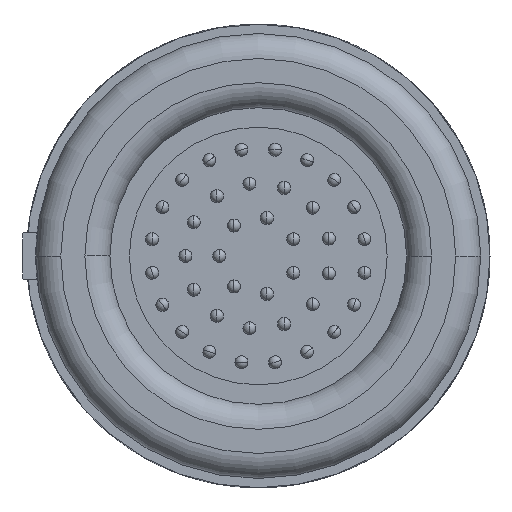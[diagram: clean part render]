
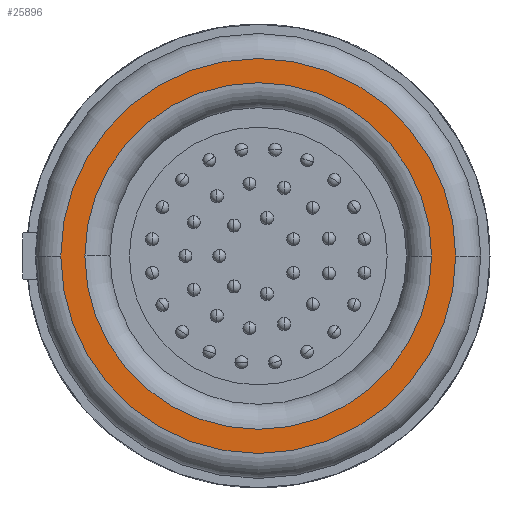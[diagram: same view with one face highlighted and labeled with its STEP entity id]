
A CAD part, left-side view. The second image highlights one B-rep face of the part: STEP entity #25896.
In plain terms, the highlighted planar face has unit normal (-1, 0, 0).
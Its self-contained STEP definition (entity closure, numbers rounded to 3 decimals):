
#12718=CARTESIAN_POINT('',(-20.4,0.,0.));
#12719=DIRECTION('',(-1.,0.,0.));
#12720=DIRECTION('',(0.,-1.,0.));
#12721=AXIS2_PLACEMENT_3D('',#12718,#12719,#12720);
#12723=CARTESIAN_POINT('',(-20.4,0.,0.));
#12724=DIRECTION('',(-1.,0.,0.));
#12725=DIRECTION('',(0.,1.,0.));
#12726=AXIS2_PLACEMENT_3D('',#12723,#12724,#12725);
#12728=CARTESIAN_POINT('',(-20.4,0.,0.));
#12729=DIRECTION('',(-1.,0.,0.));
#12730=DIRECTION('',(0.,-1.,0.));
#12731=AXIS2_PLACEMENT_3D('',#12728,#12729,#12730);
#12733=CARTESIAN_POINT('',(-20.4,0.,0.));
#12734=DIRECTION('',(-1.,0.,0.));
#12735=DIRECTION('',(0.,1.,0.));
#12736=AXIS2_PLACEMENT_3D('',#12733,#12734,#12735);
#13380=CARTESIAN_POINT('',(-20.4,-10.65,0.));
#13381=CARTESIAN_POINT('',(-20.4,10.65,0.));
#13382=VERTEX_POINT('',#13380);
#13383=VERTEX_POINT('',#13381);
#13392=CARTESIAN_POINT('',(-20.4,-9.35,0.));
#13393=CARTESIAN_POINT('',(-20.4,9.35,0.));
#13394=VERTEX_POINT('',#13392);
#13395=VERTEX_POINT('',#13393);
#25881=CARTESIAN_POINT('',(-20.4,0.,0.));
#25882=DIRECTION('',(1.,0.,0.));
#25883=DIRECTION('',(0.,-1.,0.));
#25884=AXIS2_PLACEMENT_3D('',#25881,#25882,#25883);
#25885=PLANE('',#25884);
#25887=ORIENTED_EDGE('',*,*,#25886,.F.);
#25889=ORIENTED_EDGE('',*,*,#25888,.F.);
#25890=EDGE_LOOP('',(#25887,#25889));
#25891=FACE_OUTER_BOUND('',#25890,.F.);
#25892=ORIENTED_EDGE('',*,*,#25863,.T.);
#25893=ORIENTED_EDGE('',*,*,#25848,.T.);
#25894=EDGE_LOOP('',(#25892,#25893));
#25895=FACE_BOUND('',#25894,.F.);
#25896=ADVANCED_FACE('',(#25891,#25895),#25885,.F.);
#12722=CIRCLE('',#12721,10.65);
#12727=CIRCLE('',#12726,10.65);
#12732=CIRCLE('',#12731,9.35);
#12737=CIRCLE('',#12736,9.35);
#25848=EDGE_CURVE('',#13395,#13394,#12737,.T.);
#25863=EDGE_CURVE('',#13394,#13395,#12732,.T.);
#25886=EDGE_CURVE('',#13382,#13383,#12722,.T.);
#25888=EDGE_CURVE('',#13383,#13382,#12727,.T.);
